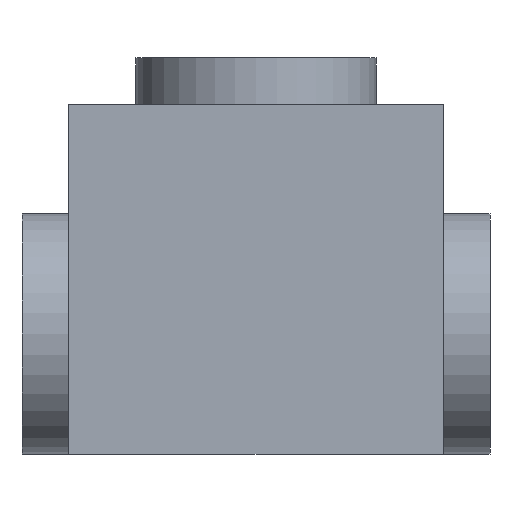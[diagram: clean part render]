
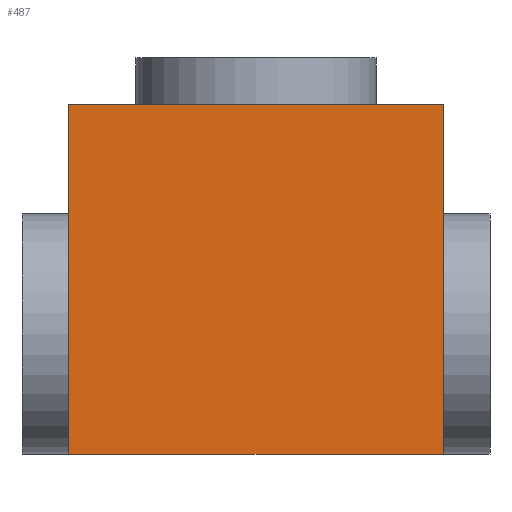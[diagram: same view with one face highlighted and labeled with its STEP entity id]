
A CAD part, left-side view. The second image highlights one B-rep face of the part: STEP entity #487.
In plain terms, the highlighted planar face has unit normal (-1, 0, 0).
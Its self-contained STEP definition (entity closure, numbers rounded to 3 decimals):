
#40=PLANE('',#550);
#64=FACE_OUTER_BOUND('',#103,.T.);
#103=EDGE_LOOP('',(#377,#378,#379,#380));
#139=LINE('',#774,#170);
#147=LINE('',#815,#178);
#151=LINE('',#824,#182);
#152=LINE('',#825,#183);
#170=VECTOR('',#605,10.);
#178=VECTOR('',#653,10.);
#182=VECTOR('',#661,10.);
#183=VECTOR('',#662,10.);
#231=VERTEX_POINT('',#770);
#233=VERTEX_POINT('',#773);
#246=VERTEX_POINT('',#814);
#249=VERTEX_POINT('',#823);
#274=EDGE_CURVE('',#233,#231,#139,.T.);
#293=EDGE_CURVE('',#246,#233,#147,.T.);
#298=EDGE_CURVE('',#231,#249,#151,.T.);
#299=EDGE_CURVE('',#246,#249,#152,.T.);
#377=ORIENTED_EDGE('',*,*,#274,.T.);
#378=ORIENTED_EDGE('',*,*,#298,.T.);
#379=ORIENTED_EDGE('',*,*,#299,.F.);
#380=ORIENTED_EDGE('',*,*,#293,.T.);
#487=ADVANCED_FACE('',(#64),#40,.T.);
#550=AXIS2_PLACEMENT_3D('',#822,#659,#660);
#605=DIRECTION('',(0.,1.,0.));
#653=DIRECTION('',(0.,0.,1.));
#659=DIRECTION('center_axis',(-1.,0.,0.));
#660=DIRECTION('ref_axis',(0.,0.,1.));
#661=DIRECTION('',(0.,0.,-1.));
#662=DIRECTION('',(0.,1.,0.));
#770=CARTESIAN_POINT('',(-12.7,12.,14.7));
#773=CARTESIAN_POINT('',(-12.7,-12.,14.7));
#774=CARTESIAN_POINT('',(-12.7,-11.25,14.7));
#814=CARTESIAN_POINT('',(-12.7,-12.,-7.7));
#815=CARTESIAN_POINT('',(-12.7,-12.,0.));
#822=CARTESIAN_POINT('Origin',(-12.7,0.,-7.7));
#823=CARTESIAN_POINT('',(-12.7,12.,-7.7));
#824=CARTESIAN_POINT('',(-12.7,12.,7.4));
#825=CARTESIAN_POINT('',(-12.7,0.,-7.7));
